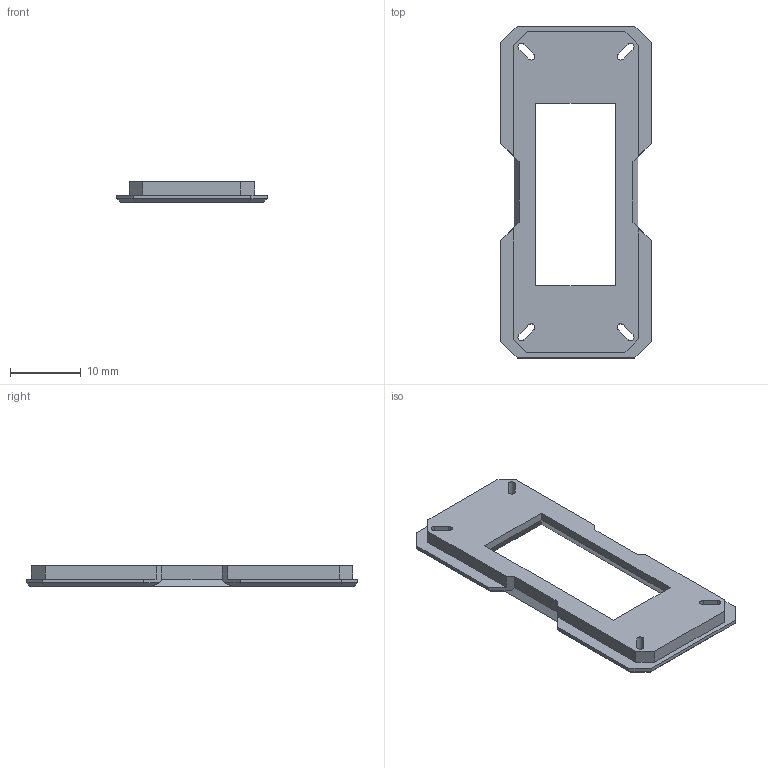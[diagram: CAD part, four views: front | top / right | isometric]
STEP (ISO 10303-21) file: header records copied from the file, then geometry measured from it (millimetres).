
FILE_DESCRIPTION(/* description */ (''),/* implementation_level */ '2;1');
FILE_NAME(/* name */ '',/* time_stamp */ '2025-06-18T08:32:37+09:00',/* author */ (''),/* organization */ (''),/* preprocessor_version */ 'ST-DEVELOPER v20.1',/* originating_system */ 'Autodesk Translation Framework v14.10.0.0',/* authorisation */ '');
FILE_SCHEMA (('AUTOMOTIVE_DESIGN { 1 0 10303 214 3 1 1 }'));
Length unit declared in the file: millimetre
Products named in the file (1): バッテリーカバーOLEDなしL
Bounding box: 21.27 x 46.98 x 2.9 mm (x, y, z)
Volume: 1470.5 mm3; surface area: 1857.1 mm2
Topology: 1 solids, 1 shells, 70 faces, 188 edges, 120 vertices
Faces by surface type: plane 62, cylinder 8
Entity records: 2200 total; most frequent: CARTESIAN_POINT 379, ORIENTED_EDGE 376, DIRECTION 346, EDGE_CURVE 188, LINE 172, VECTOR 172, VERTEX_POINT 120, AXIS2_PLACEMENT_3D 87
